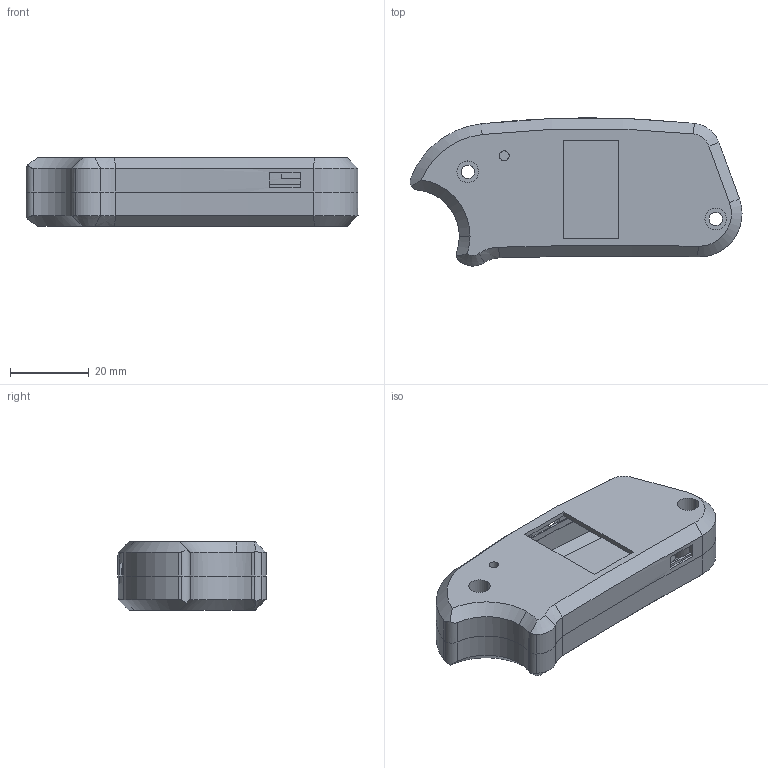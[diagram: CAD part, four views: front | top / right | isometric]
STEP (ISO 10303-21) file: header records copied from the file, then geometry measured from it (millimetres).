
FILE_DESCRIPTION (( 'STEP AP214' ), '1' );
FILE_NAME ('×°ÅäÌå1.STEP', '2020-03-05T08:39:53', ( '' ), ( '' ), 'SwSTEP 2.0', 'SolidWorks 2018', '' );
FILE_SCHEMA (( 'AUTOMOTIVE_DESIGN' ));
Length unit declared in the file: millimetre
Products named in the file (3): 蚾饜极1; 猀諷ん綴褲; 猀諷んヶ褲
Assembly tree (2 placements, depth 2):
  蚾饜极1
    猀諷んヶ褲
    猀諷ん綴褲
Bounding box: 84.37 x 37.63 x 17.4 mm (x, y, z)
Volume: 10332.5 mm3; surface area: 17263.4 mm2
Topology: 2 solids, 2 shells, 297 faces, 767 edges, 479 vertices
Faces by surface type: cylinder 127, plane 115, cone 55
Entity records: 9616 total; most frequent: CARTESIAN_POINT 2097, DIRECTION 1639, ORIENTED_EDGE 1534, EDGE_CURVE 767, AXIS2_PLACEMENT_3D 642, VERTEX_POINT 479, LINE 355, VECTOR 355
